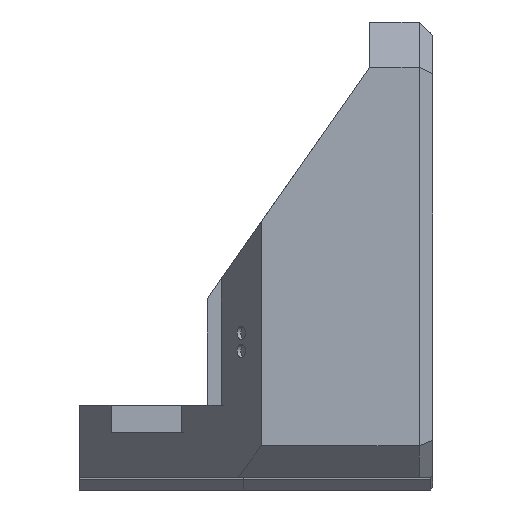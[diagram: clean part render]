
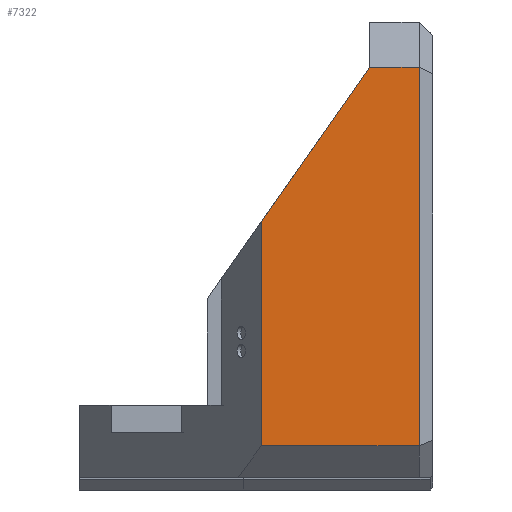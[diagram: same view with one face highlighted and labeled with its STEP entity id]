
A CAD part, left-side view. The second image highlights one B-rep face of the part: STEP entity #7322.
In plain terms, the highlighted planar face has unit normal (-1, 0, 0).
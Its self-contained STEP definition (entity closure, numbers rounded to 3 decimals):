
#324=PLANE('',#7894);
#1049=LINE('',#11449,#1959);
#1054=LINE('',#11459,#1964);
#1055=LINE('',#11461,#1965);
#1056=LINE('',#11463,#1966);
#1057=LINE('',#11464,#1967);
#1959=VECTOR('',#9313,10.);
#1964=VECTOR('',#9324,10.);
#1965=VECTOR('',#9325,10.);
#1966=VECTOR('',#9326,10.);
#1967=VECTOR('',#9327,10.);
#2592=FACE_OUTER_BOUND('',#3044,.T.);
#3044=EDGE_LOOP('',(#6248,#6249,#6250,#6251,#6252));
#3707=VERTEX_POINT('',#11264);
#3766=VERTEX_POINT('',#11411);
#3778=VERTEX_POINT('',#11447);
#3781=VERTEX_POINT('',#11460);
#3782=VERTEX_POINT('',#11462);
#4655=EDGE_CURVE('',#3778,#3766,#1049,.T.);
#4660=EDGE_CURVE('',#3707,#3778,#1054,.T.);
#4661=EDGE_CURVE('',#3707,#3781,#1055,.T.);
#4662=EDGE_CURVE('',#3781,#3782,#1056,.T.);
#4663=EDGE_CURVE('',#3766,#3782,#1057,.T.);
#6248=ORIENTED_EDGE('',*,*,#4655,.F.);
#6249=ORIENTED_EDGE('',*,*,#4660,.F.);
#6250=ORIENTED_EDGE('',*,*,#4661,.T.);
#6251=ORIENTED_EDGE('',*,*,#4662,.T.);
#6252=ORIENTED_EDGE('',*,*,#4663,.F.);
#7322=ADVANCED_FACE('',(#2592),#324,.T.);
#7894=AXIS2_PLACEMENT_3D('',#11458,#9322,#9323);
#9313=DIRECTION('',(0.,0.,-1.));
#9322=DIRECTION('center_axis',(-1.,0.,0.));
#9323=DIRECTION('ref_axis',(0.,-1.,0.));
#9324=DIRECTION('',(0.,-1.,0.));
#9325=DIRECTION('',(0.,0.574,-0.819));
#9326=DIRECTION('',(0.,0.,-1.));
#9327=DIRECTION('',(0.,1.,0.));
#11264=CARTESIAN_POINT('',(-26.225,7.,45.5));
#11411=CARTESIAN_POINT('',(-26.225,1.5,3.5));
#11447=CARTESIAN_POINT('',(-26.225,1.5,45.5));
#11449=CARTESIAN_POINT('',(-26.225,1.5,0.));
#11458=CARTESIAN_POINT('Origin',(-26.225,39.2,0.));
#11459=CARTESIAN_POINT('',(-26.225,29.4,45.5));
#11460=CARTESIAN_POINT('',(-26.225,19.,28.362));
#11461=CARTESIAN_POINT('',(-26.225,31.986,9.817));
#11462=CARTESIAN_POINT('',(-26.225,19.,3.5));
#11463=CARTESIAN_POINT('',(-26.225,19.,4.));
#11464=CARTESIAN_POINT('',(-26.225,29.4,3.5));
